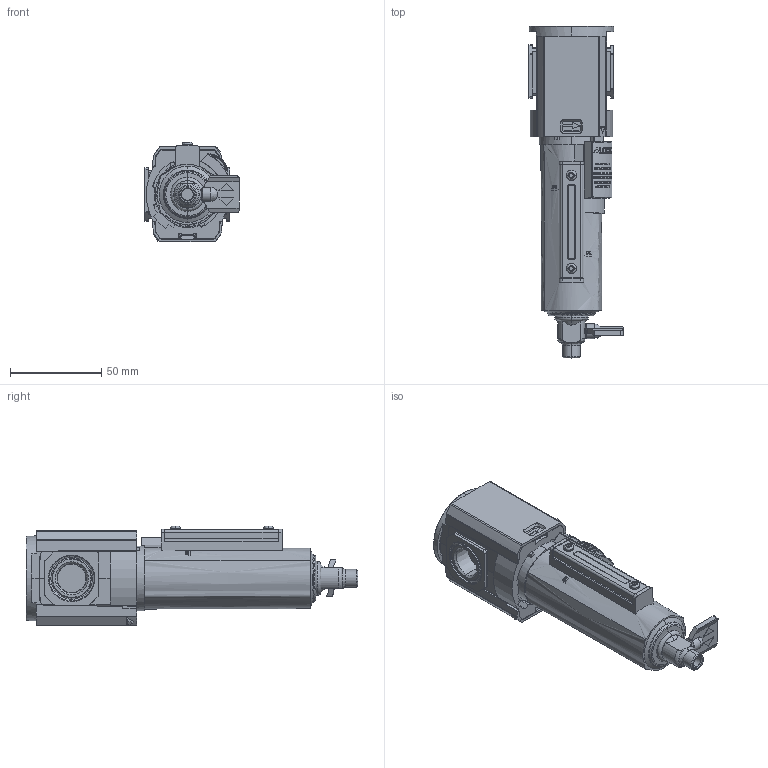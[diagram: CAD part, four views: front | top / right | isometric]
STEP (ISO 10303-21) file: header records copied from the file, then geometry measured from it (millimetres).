
FILE_DESCRIPTION (( 'STEP AP203' ), '1' );
FILE_NAME ('F82G-3AN-QD3.step', '2021-09-07T18:23:05', ( '' ), ( '' ), 'SwSTEP 2.0', 'SolidWorks 2021', '' );
FILE_SCHEMA (( 'CONFIG_CONTROL_DESIGN' ));
Products named in the file (1): F82G-3AN-QD3
Bounding box: 51.48 x 181.59 x 54.55 mm (x, y, z)
Volume: 209976.8 mm3; surface area: 59392.9 mm2
Topology: 5 solids, 5 shells, 1127 faces, 3116 edges, 2049 vertices
Faces by surface type: plane 498, cylinder 416, bspline 122, cone 91
Entity records: 41493 total; most frequent: CARTESIAN_POINT 14552, ORIENTED_EDGE 6220, DIRECTION 4850, EDGE_CURVE 3110, VERTEX_POINT 2049, AXIS2_PLACEMENT_3D 1692, LINE 1466, VECTOR 1466
